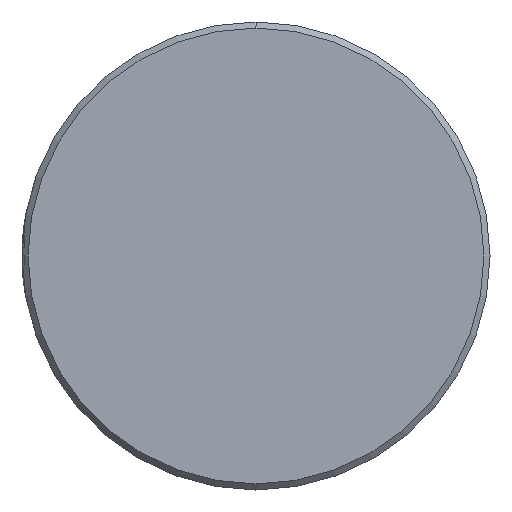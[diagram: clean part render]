
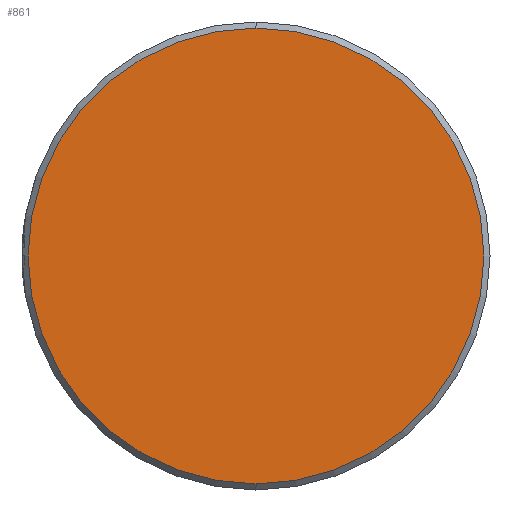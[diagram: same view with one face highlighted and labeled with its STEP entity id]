
A CAD part, left-side view. The second image highlights one B-rep face of the part: STEP entity #861.
In plain terms, the highlighted planar face has unit normal (-1, 0, 0).
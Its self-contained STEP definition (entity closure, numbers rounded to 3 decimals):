
#94 = ORIENTED_EDGE ( 'NONE', *, *, #264, .T. ) ;
#127 = AXIS2_PLACEMENT_3D ( 'NONE', #457, #1148, #550 ) ;
#130 = ORIENTED_EDGE ( 'NONE', *, *, #919, .T. ) ;
#209 = CARTESIAN_POINT ( 'NONE',  ( -5., 0., -11.2 ) ) ;
#227 = VERTEX_POINT ( 'NONE', #1319 ) ;
#264 = EDGE_CURVE ( 'NONE', #227, #1310, #1089, .T. ) ;
#283 = DIRECTION ( 'NONE',  ( 0., 0., 1. ) ) ;
#289 = CIRCLE ( 'NONE', #127, 11.2 ) ;
#343 = AXIS2_PLACEMENT_3D ( 'NONE', #345, #940, #349 ) ;
#345 = CARTESIAN_POINT ( 'NONE',  ( -5., 0., 0. ) ) ;
#349 = DIRECTION ( 'NONE',  ( 0., 0., 1. ) ) ;
#421 = FACE_OUTER_BOUND ( 'NONE', #1316, .T. ) ;
#457 = CARTESIAN_POINT ( 'NONE',  ( -5., 0., 0. ) ) ;
#544 = AXIS2_PLACEMENT_3D ( 'NONE', #1229, #1024, #283 ) ;
#550 = DIRECTION ( 'NONE',  ( 0., 0., 1. ) ) ;
#844 = PLANE ( 'NONE',  #343 ) ;
#861 = ADVANCED_FACE ( 'NONE', ( #421 ), #844, .T. ) ;
#919 = EDGE_CURVE ( 'NONE', #1310, #227, #289, .T. ) ;
#940 = DIRECTION ( 'NONE',  ( -1., 0., 0. ) ) ;
#1024 = DIRECTION ( 'NONE',  ( -1., 0., 0. ) ) ;
#1089 = CIRCLE ( 'NONE', #544, 11.2 ) ;
#1148 = DIRECTION ( 'NONE',  ( -1., 0., 0. ) ) ;
#1229 = CARTESIAN_POINT ( 'NONE',  ( -5., 0., 0. ) ) ;
#1310 = VERTEX_POINT ( 'NONE', #209 ) ;
#1316 = EDGE_LOOP ( 'NONE', ( #130, #94 ) ) ;
#1319 = CARTESIAN_POINT ( 'NONE',  ( -5., 0., 11.2 ) ) ;
